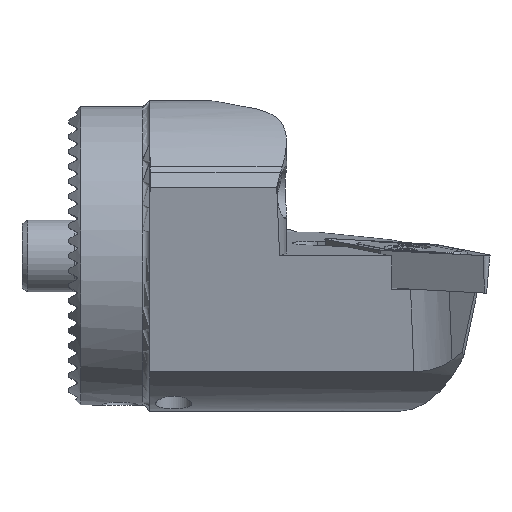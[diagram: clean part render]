
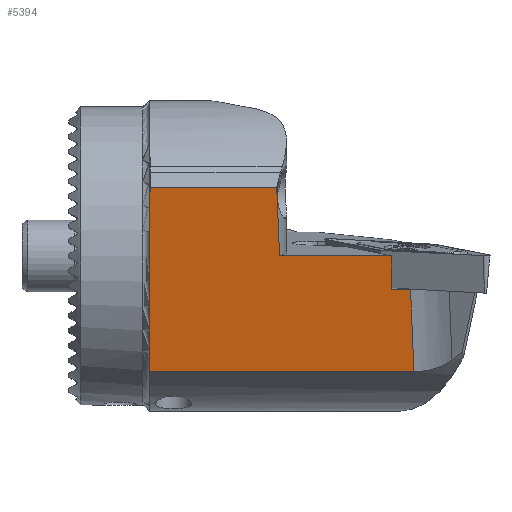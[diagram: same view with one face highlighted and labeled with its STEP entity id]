
A CAD part, top view. The second image highlights one B-rep face of the part: STEP entity #5394.
In plain terms, the highlighted planar face has unit normal (0, -0.181, 0.984).
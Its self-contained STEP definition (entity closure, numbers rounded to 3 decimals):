
#37 = DIRECTION ( 'NONE',  ( -0.04, 0.983, 0.181 ) ) ;
#317 = VECTOR ( 'NONE', #7212, 1000. ) ;
#332 = CARTESIAN_POINT ( 'NONE',  ( -0.6, -9.706, 12.448 ) ) ;
#364 = EDGE_CURVE ( 'NONE', #2961, #11140, #12400, .T. ) ;
#609 = ORIENTED_EDGE ( 'NONE', *, *, #11016, .T. ) ;
#689 = EDGE_CURVE ( 'NONE', #7076, #4067, #10120, .T. ) ;
#1049 = CARTESIAN_POINT ( 'NONE',  ( 6.5, -9.706, 12.448 ) ) ;
#1502 = CARTESIAN_POINT ( 'NONE',  ( 26.708, -0.011, 14.233 ) ) ;
#1561 = LINE ( 'NONE', #6636, #8927 ) ;
#1657 = ORIENTED_EDGE ( 'NONE', *, *, #9339, .T. ) ;
#1706 = CARTESIAN_POINT ( 'NONE',  ( 6.516, 5.504, 15.249 ) ) ;
#1741 = CARTESIAN_POINT ( 'NONE',  ( 6.5, 5.082, 15.171 ) ) ;
#2044 = FACE_OUTER_BOUND ( 'NONE', #6859, .T. ) ;
#2104 = EDGE_CURVE ( 'NONE', #8105, #11140, #9454, .T. ) ;
#2228 = VERTEX_POINT ( 'NONE', #8447 ) ;
#2286 = VERTEX_POINT ( 'NONE', #1049 ) ;
#2439 = CARTESIAN_POINT ( 'NONE',  ( 17.137, 5.711, 15.287 ) ) ;
#2830 = CARTESIAN_POINT ( 'NONE',  ( 26.72, -2.852, 13.71 ) ) ;
#2869 = DIRECTION ( 'NONE',  ( -1., 0., 0. ) ) ;
#2877 = CARTESIAN_POINT ( 'NONE',  ( 29.144, -22.238, 10.14 ) ) ;
#2888 = CARTESIAN_POINT ( 'NONE',  ( -0.625, -0.011, 14.233 ) ) ;
#2961 = VERTEX_POINT ( 'NONE', #12337 ) ;
#2998 = LINE ( 'NONE', #2888, #4347 ) ;
#3022 = CARTESIAN_POINT ( 'NONE',  ( 26.784, -1.283, 13.999 ) ) ;
#3502 = CARTESIAN_POINT ( 'NONE',  ( 6.687, 5.711, 15.287 ) ) ;
#3543 = VECTOR ( 'NONE', #5553, 1000. ) ;
#3566 = CARTESIAN_POINT ( 'NONE',  ( 28.348, -2.852, 13.71 ) ) ;
#3724 = ORIENTED_EDGE ( 'NONE', *, *, #9460, .F. ) ;
#4067 = VERTEX_POINT ( 'NONE', #2830 ) ;
#4141 = EDGE_CURVE ( 'NONE', #10243, #10726, #8528, .T. ) ;
#4347 = VECTOR ( 'NONE', #10539, 1000. ) ;
#4371 = CARTESIAN_POINT ( 'NONE',  ( 17.222, 3.847, 14.944 ) ) ;
#4405 = CARTESIAN_POINT ( 'NONE',  ( 28.629, -9.706, 12.448 ) ) ;
#4557 = VECTOR ( 'NONE', #8797, 1000. ) ;
#4883 = LINE ( 'NONE', #5842, #8034 ) ;
#4971 = EDGE_CURVE ( 'NONE', #2228, #8105, #5491, .T. ) ;
#5284 = CARTESIAN_POINT ( 'NONE',  ( 17.137, 5.711, 15.287 ) ) ;
#5394 = ADVANCED_FACE ( 'NONE', ( #2044 ), #10115, .F. ) ;
#5491 =( BOUNDED_CURVE ( )  B_SPLINE_CURVE ( 3, ( #10082, #6206, #4371, #2439 ),
 .UNSPECIFIED., .F., .F. ) 
 B_SPLINE_CURVE_WITH_KNOTS ( ( 4, 4 ),
 ( 5.157, 5.242 ),
 .UNSPECIFIED. ) 
 CURVE ( )  GEOMETRIC_REPRESENTATION_ITEM ( )  RATIONAL_B_SPLINE_CURVE ( ( 1., 0.999, 0.999, 1. ) ) 
 REPRESENTATION_ITEM ( '' )  );
#5553 = DIRECTION ( 'NONE',  ( 0., 0.983, 0.181 ) ) ;
#5637 = DIRECTION ( 'NONE',  ( 0., 0.983, 0.181 ) ) ;
#5842 = CARTESIAN_POINT ( 'NONE',  ( 26.696, 0.199, 14.272 ) ) ;
#6072 = LINE ( 'NONE', #10297, #3543 ) ;
#6206 = CARTESIAN_POINT ( 'NONE',  ( 17.302, 1.939, 14.592 ) ) ;
#6268 = VECTOR ( 'NONE', #37, 1000. ) ;
#6313 = ORIENTED_EDGE ( 'NONE', *, *, #12157, .T. ) ;
#6636 = CARTESIAN_POINT ( 'NONE',  ( 30.025, -2.852, 13.71 ) ) ;
#6859 = EDGE_LOOP ( 'NONE', ( #11299, #7657, #11589, #7664, #609, #9869, #1657, #10142, #3724, #6313 ) ) ;
#6865 = DIRECTION ( 'NONE',  ( 0.058, -0.982, -0.181 ) ) ;
#7076 = VERTEX_POINT ( 'NONE', #3022 ) ;
#7212 = DIRECTION ( 'NONE',  ( -1., 0., 0. ) ) ;
#7245 = LINE ( 'NONE', #332, #12055 ) ;
#7657 = ORIENTED_EDGE ( 'NONE', *, *, #2104, .T. ) ;
#7664 = ORIENTED_EDGE ( 'NONE', *, *, #9651, .F. ) ;
#8034 = VECTOR ( 'NONE', #6865, 1000. ) ;
#8105 = VERTEX_POINT ( 'NONE', #5284 ) ;
#8421 = CARTESIAN_POINT ( 'NONE',  ( 29.144, -22.238, 10.14 ) ) ;
#8447 = CARTESIAN_POINT ( 'NONE',  ( 17.375, -0.011, 14.233 ) ) ;
#8528 = LINE ( 'NONE', #2877, #6268 ) ;
#8534 = DIRECTION ( 'NONE',  ( 0., 0.181, -0.983 ) ) ;
#8797 = DIRECTION ( 'NONE',  ( -0.04, -0.983, -0.181 ) ) ;
#8927 = VECTOR ( 'NONE', #2869, 1000. ) ;
#9339 = EDGE_CURVE ( 'NONE', #10726, #4067, #1561, .T. ) ;
#9415 = CARTESIAN_POINT ( 'NONE',  ( 6.5, 5.294, 15.21 ) ) ;
#9454 = LINE ( 'NONE', #3502, #317 ) ;
#9460 = EDGE_CURVE ( 'NONE', #11834, #7076, #4883, .T. ) ;
#9651 = EDGE_CURVE ( 'NONE', #2286, #2961, #6072, .T. ) ;
#9869 = ORIENTED_EDGE ( 'NONE', *, *, #4141, .T. ) ;
#10082 = CARTESIAN_POINT ( 'NONE',  ( 17.375, -0.011, 14.233 ) ) ;
#10115 = PLANE ( 'NONE',  #10851 ) ;
#10120 = LINE ( 'NONE', #10875, #4557 ) ;
#10142 = ORIENTED_EDGE ( 'NONE', *, *, #689, .F. ) ;
#10243 = VERTEX_POINT ( 'NONE', #4405 ) ;
#10297 = CARTESIAN_POINT ( 'NONE',  ( 6.5, 12.94, 16.618 ) ) ;
#10461 = CARTESIAN_POINT ( 'NONE',  ( 6.552, 5.711, 15.287 ) ) ;
#10539 = DIRECTION ( 'NONE',  ( -1., 0., 0. ) ) ;
#10571 = CARTESIAN_POINT ( 'NONE',  ( 6.552, 5.711, 15.287 ) ) ;
#10726 = VERTEX_POINT ( 'NONE', #3566 ) ;
#10851 = AXIS2_PLACEMENT_3D ( 'NONE', #8421, #8534, #5637 ) ;
#10875 = CARTESIAN_POINT ( 'NONE',  ( 26.714, -2.996, 13.684 ) ) ;
#11016 = EDGE_CURVE ( 'NONE', #2286, #10243, #7245, .T. ) ;
#11140 = VERTEX_POINT ( 'NONE', #10571 ) ;
#11200 = DIRECTION ( 'NONE',  ( 1., 0., 0. ) ) ;
#11299 = ORIENTED_EDGE ( 'NONE', *, *, #4971, .T. ) ;
#11589 = ORIENTED_EDGE ( 'NONE', *, *, #364, .F. ) ;
#11834 = VERTEX_POINT ( 'NONE', #1502 ) ;
#12055 = VECTOR ( 'NONE', #11200, 1000. ) ;
#12157 = EDGE_CURVE ( 'NONE', #11834, #2228, #2998, .T. ) ;
#12337 = CARTESIAN_POINT ( 'NONE',  ( 6.5, 5.082, 15.171 ) ) ;
#12400 = B_SPLINE_CURVE_WITH_KNOTS ( 'NONE', 3,
 ( #1741, #9415, #1706, #10461 ),
 .UNSPECIFIED., .F., .F.,
 ( 4, 4 ),
 ( 0.003, 0.003 ),
 .UNSPECIFIED. ) ;
